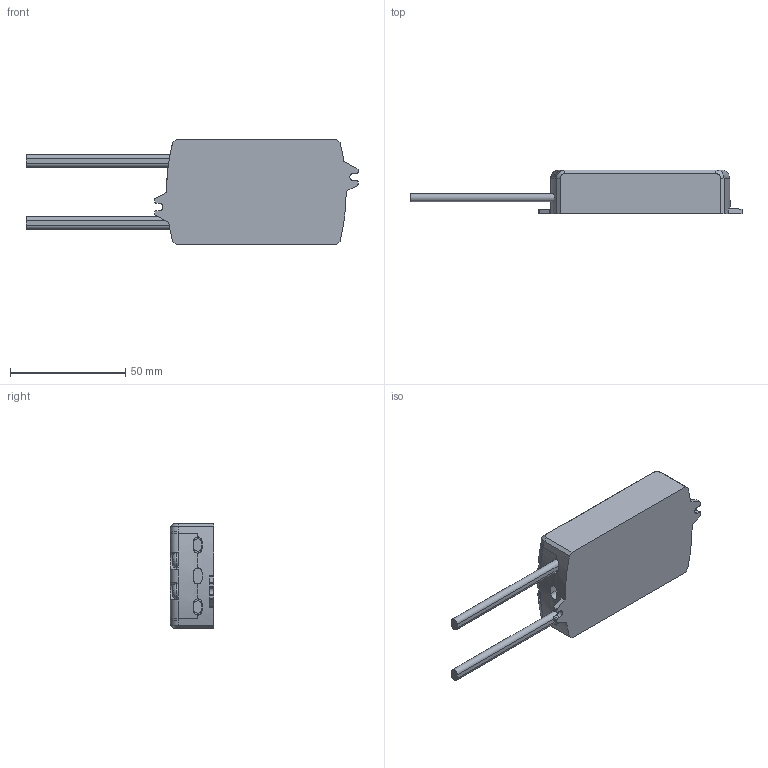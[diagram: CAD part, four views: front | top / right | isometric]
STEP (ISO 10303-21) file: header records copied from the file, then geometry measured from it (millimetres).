
FILE_DESCRIPTION (( 'STEP AP203' ), '1' );
FILE_NAME ('2000527 HV-Microwave Sensor.STEP', '2021-01-18T08:49:12', ( '' ), ( '' ), 'SwSTEP 2.0', 'SolidWorks 2018', '' );
FILE_SCHEMA (( 'CONFIG_CONTROL_DESIGN' ));
Length unit declared in the file: millimetre
Products named in the file (1): 2000527 HV-Microwave Sensor
Bounding box: 144.13 x 19 x 45.5 mm (x, y, z)
Volume: 67101.4 mm3; surface area: 13622.2 mm2
Topology: 1 solids, 1 shells, 133 faces, 368 edges, 239 vertices
Faces by surface type: plane 80, cylinder 37, torus 12, bspline 4
Entity records: 5066 total; most frequent: CARTESIAN_POINT 1617, ORIENTED_EDGE 736, DIRECTION 683, EDGE_CURVE 368, AXIS2_PLACEMENT_3D 245, VERTEX_POINT 239, VECTOR 193, LINE 193
